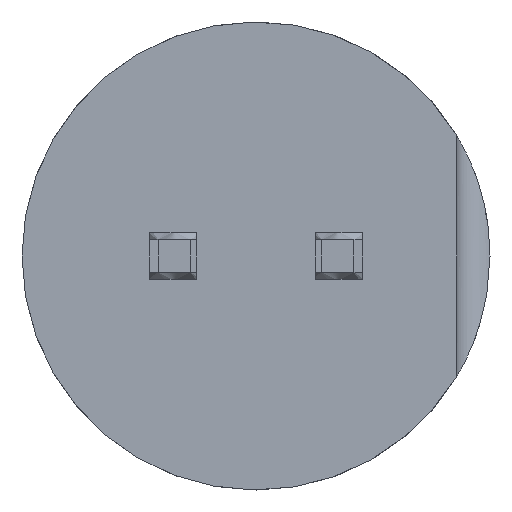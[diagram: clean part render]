
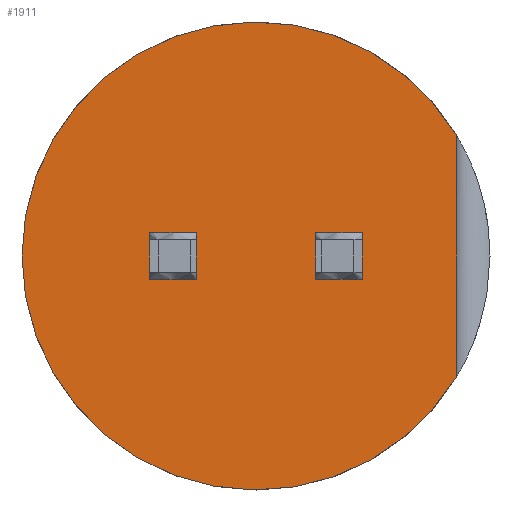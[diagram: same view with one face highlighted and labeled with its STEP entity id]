
A CAD part, front view. The second image highlights one B-rep face of the part: STEP entity #1911.
In plain terms, the highlighted planar face has unit normal (0, -1, 0).
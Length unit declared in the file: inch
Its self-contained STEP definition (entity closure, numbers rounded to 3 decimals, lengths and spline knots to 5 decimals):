
#1=DIRECTION('',(0.,0.,1.));
#2=VECTOR('',#1,0.14478);
#3=CARTESIAN_POINT('',(0.262,0.,-0.21348));
#4=LINE('',#3,#2);
#5=DIRECTION('',(1.,0.,0.));
#6=VECTOR('',#5,0.028);
#7=CARTESIAN_POINT('',(0.077,0.,-0.1271));
#8=LINE('',#7,#6);
#9=DIRECTION('',(1.,0.,0.));
#10=VECTOR('',#9,0.028);
#11=CARTESIAN_POINT('',(0.077,0.,-0.1551));
#12=LINE('',#11,#10);
#13=DIRECTION('',(-1.,0.,0.));
#14=VECTOR('',#13,0.028);
#15=CARTESIAN_POINT('',(0.205,0.,-0.1271));
#16=LINE('',#15,#14);
#17=DIRECTION('',(-1.,0.,0.));
#18=VECTOR('',#17,0.028);
#19=CARTESIAN_POINT('',(0.205,0.,-0.1551));
#20=LINE('',#19,#18);
#21=CARTESIAN_POINT('',(0.141,0.,-0.1411));
#22=DIRECTION('',(0.,-1.,0.));
#23=DIRECTION('',(-1.,0.,0.));
#24=AXIS2_PLACEMENT_3D('',#21,#22,#23);
#56=CARTESIAN_POINT('',(0.141,0.,-0.1411));
#57=DIRECTION('',(0.,1.,0.));
#58=DIRECTION('',(-1.,0.,0.));
#59=AXIS2_PLACEMENT_3D('',#56,#57,#58);
#275=DIRECTION('',(0.,0.,1.));
#276=VECTOR('',#275,0.028);
#277=CARTESIAN_POINT('',(0.077,0.,-0.1551));
#278=LINE('',#277,#276);
#291=DIRECTION('',(0.,0.,-1.));
#292=VECTOR('',#291,0.028);
#293=CARTESIAN_POINT('',(0.105,0.,-0.1271));
#294=LINE('',#293,#292);
#375=DIRECTION('',(0.,0.,1.));
#376=VECTOR('',#375,0.028);
#377=CARTESIAN_POINT('',(0.177,0.,-0.1551));
#378=LINE('',#377,#376);
#395=DIRECTION('',(0.,0.,-1.));
#396=VECTOR('',#395,0.028);
#397=CARTESIAN_POINT('',(0.205,0.,-0.1271));
#398=LINE('',#397,#396);
#1525=CARTESIAN_POINT('',(0.077,0.,-0.1551));
#1526=CARTESIAN_POINT('',(0.105,0.,-0.1551));
#1527=VERTEX_POINT('',#1525);
#1528=VERTEX_POINT('',#1526);
#1564=CARTESIAN_POINT('',(0.205,0.,-0.1551));
#1565=CARTESIAN_POINT('',(0.177,0.,-0.1551));
#1566=VERTEX_POINT('',#1564);
#1567=VERTEX_POINT('',#1565);
#1603=CARTESIAN_POINT('',(0.077,0.,-0.1271));
#1604=CARTESIAN_POINT('',(0.105,0.,-0.1271));
#1605=VERTEX_POINT('',#1603);
#1606=VERTEX_POINT('',#1604);
#1642=CARTESIAN_POINT('',(0.205,0.,-0.1271));
#1643=CARTESIAN_POINT('',(0.177,0.,-0.1271));
#1644=VERTEX_POINT('',#1642);
#1645=VERTEX_POINT('',#1643);
#1681=CARTESIAN_POINT('',(0.,0.,-0.1411));
#1683=VERTEX_POINT('',#1681);
#1699=CARTESIAN_POINT('',(0.262,0.,-0.21348));
#1700=VERTEX_POINT('',#1699);
#1701=CARTESIAN_POINT('',(0.262,0.,-0.06871));
#1702=VERTEX_POINT('',#1701);
#1878=CARTESIAN_POINT('',(0.141,0.,-0.1411));
#1879=DIRECTION('',(0.,1.,0.));
#1880=DIRECTION('',(-1.,0.,0.));
#1881=AXIS2_PLACEMENT_3D('',#1878,#1879,#1880);
#1882=PLANE('',#1881);
#1884=ORIENTED_EDGE('',*,*,#1883,.F.);
#1886=ORIENTED_EDGE('',*,*,#1885,.T.);
#1888=ORIENTED_EDGE('',*,*,#1887,.F.);
#1889=EDGE_LOOP('',(#1884,#1886,#1888));
#1890=FACE_OUTER_BOUND('',#1889,.F.);
#1892=ORIENTED_EDGE('',*,*,#1891,.F.);
#1894=ORIENTED_EDGE('',*,*,#1893,.F.);
#1896=ORIENTED_EDGE('',*,*,#1895,.F.);
#1898=ORIENTED_EDGE('',*,*,#1897,.T.);
#1899=EDGE_LOOP('',(#1892,#1894,#1896,#1898));
#1900=FACE_BOUND('',#1899,.F.);
#1902=ORIENTED_EDGE('',*,*,#1901,.F.);
#1904=ORIENTED_EDGE('',*,*,#1903,.T.);
#1906=ORIENTED_EDGE('',*,*,#1905,.F.);
#1908=ORIENTED_EDGE('',*,*,#1907,.F.);
#1909=EDGE_LOOP('',(#1902,#1904,#1906,#1908));
#1910=FACE_BOUND('',#1909,.F.);
#1911=ADVANCED_FACE('',(#1890,#1900,#1910),#1882,.F.);
#25=CIRCLE('',#24,0.141);
#60=CIRCLE('',#59,0.141);
#1883=EDGE_CURVE('',#1683,#1700,#25,.T.);
#1885=EDGE_CURVE('',#1683,#1702,#60,.T.);
#1887=EDGE_CURVE('',#1700,#1702,#4,.T.);
#1891=EDGE_CURVE('',#1606,#1528,#294,.T.);
#1893=EDGE_CURVE('',#1605,#1606,#8,.T.);
#1895=EDGE_CURVE('',#1527,#1605,#278,.T.);
#1897=EDGE_CURVE('',#1527,#1528,#12,.T.);
#1901=EDGE_CURVE('',#1644,#1566,#398,.T.);
#1903=EDGE_CURVE('',#1644,#1645,#16,.T.);
#1905=EDGE_CURVE('',#1567,#1645,#378,.T.);
#1907=EDGE_CURVE('',#1566,#1567,#20,.T.);
